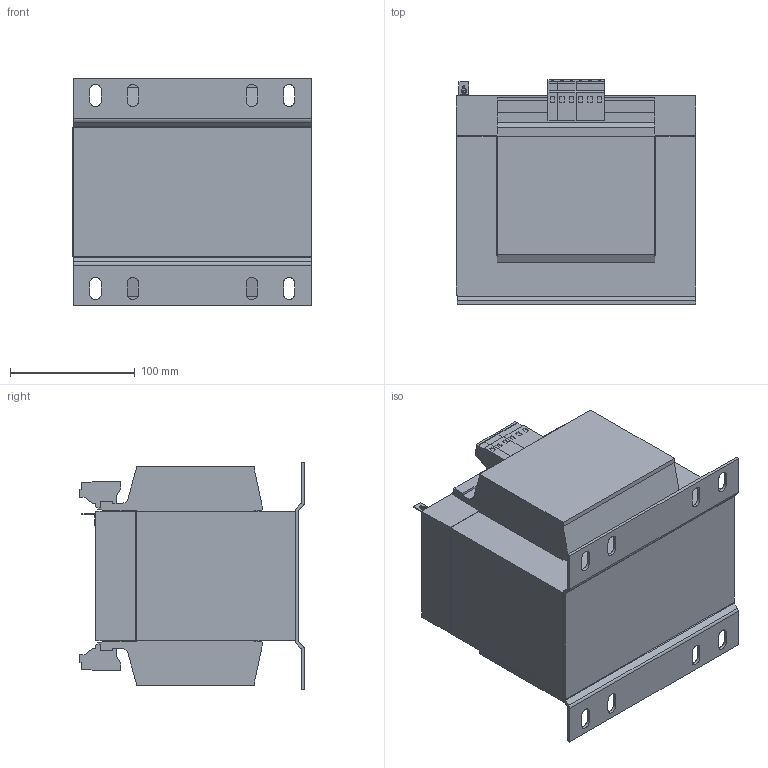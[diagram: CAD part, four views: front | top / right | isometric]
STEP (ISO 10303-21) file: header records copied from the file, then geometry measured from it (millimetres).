
FILE_DESCRIPTION (( 'STEP AP214' ), '1' );
FILE_NAME ('209667.STEP', '2020-12-11T10:40:37', ( '' ), ( '' ), 'SwSTEP 2.0', 'SolidWorks 2018', '' );
FILE_SCHEMA (( 'AUTOMOTIVE_DESIGN' ));
Length unit declared in the file: millimetre
Products named in the file (1): 209667
Bounding box: 192 x 180.3 x 183 mm (x, y, z)
Volume: 4270435.7 mm3; surface area: 276772.6 mm2
Topology: 1 solids, 1 shells, 341 faces, 880 edges, 564 vertices
Faces by surface type: plane 281, cylinder 60
Entity records: 10268 total; most frequent: CARTESIAN_POINT 1786, ORIENTED_EDGE 1760, DIRECTION 1684, EDGE_CURVE 880, VECTOR 760, LINE 760, VERTEX_POINT 564, AXIS2_PLACEMENT_3D 462
